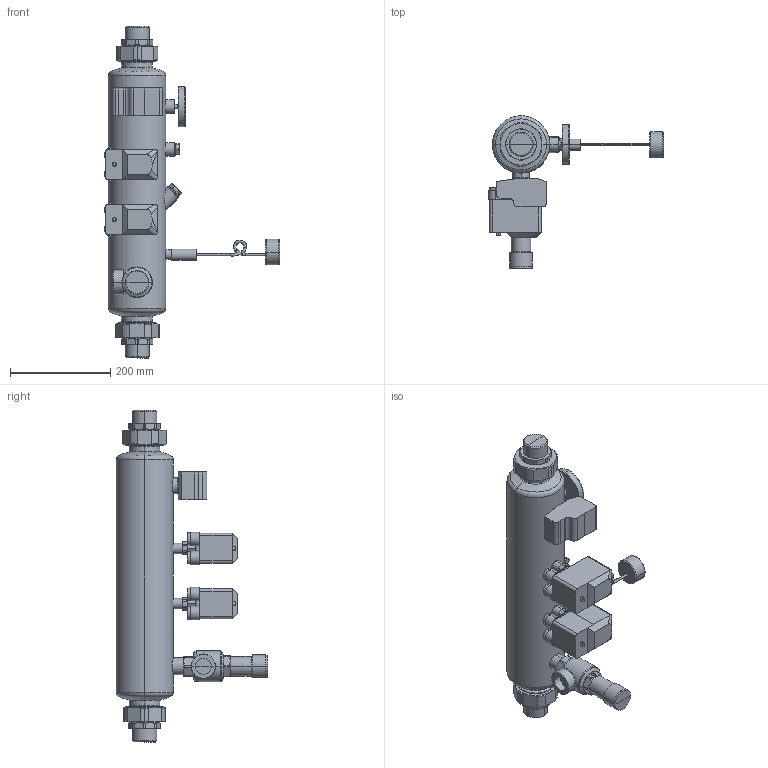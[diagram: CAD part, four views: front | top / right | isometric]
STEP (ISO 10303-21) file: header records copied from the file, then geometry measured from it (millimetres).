
FILE_DESCRIPTION(/* description */ (''),/* implementation_level */ '2;1');
FILE_NAME(/* name */ '335083 (STP).stp',/* time_stamp */ '2017-01-19T16:33:07+01:00',/* author */ ('UFFTEC'),/* organization */ (''),/* preprocessor_version */ 'ST-DEVELOPER v15.2',/* originating_system */ 'Autodesk Inventor 2014',/* authorisation */ '');
FILE_SCHEMA (('AUTOMOTIVE_DESIGN { 1 0 10303 214 3 1 1 }'));
Length unit declared in the file: millimetre
Products named in the file (21): Parte3; Parte5; Parte7; Parte9; Parte11; Parte13; Parte15; Parte17; Parte19; Parte21; Parte23; Parte25; Parte27; Parte29; Parte31; Parte33; Parte35; Parte37; Parte39; Parte41; Assieme1
Bounding box: 349.49 x 303.02 x 662 mm (x, y, z)
Volume: 7636739.4 mm3; surface area: 493319.6 mm2
Topology: 20 solids, 20 shells, 669 faces, 1604 edges, 983 vertices
Faces by surface type: plane 275, cylinder 198, cone 144, torus 36, bspline 12, sphere 4
Entity records: 20091 total; most frequent: CARTESIAN_POINT 5374, ORIENTED_EDGE 3060, DIRECTION 3020, EDGE_CURVE 1530, AXIS2_PLACEMENT_3D 1178, VERTEX_POINT 951, LINE 664, VECTOR 664
